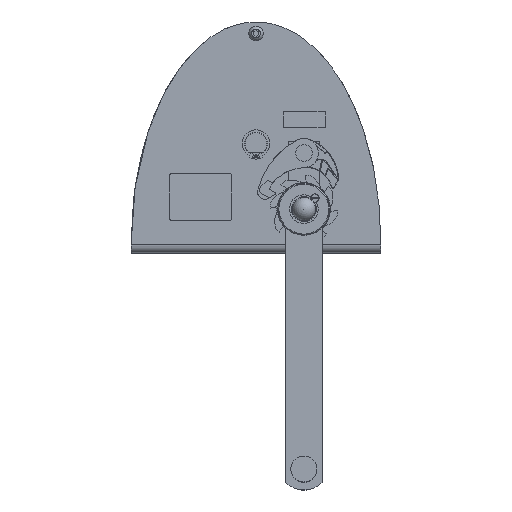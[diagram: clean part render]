
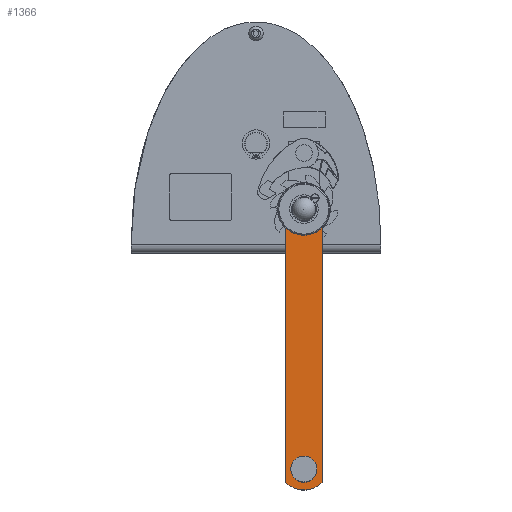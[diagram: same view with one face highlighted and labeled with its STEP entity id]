
A CAD part, top view. The second image highlights one B-rep face of the part: STEP entity #1366.
In plain terms, the highlighted face is planar.
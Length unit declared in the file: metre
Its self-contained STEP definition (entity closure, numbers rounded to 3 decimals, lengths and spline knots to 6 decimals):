
#1366=ADVANCED_FACE('',(#3183,#3184),#3185,.F.);
#3183=FACE_OUTER_BOUND('',#6514,.T.);
#3184=FACE_BOUND('',#6515,.T.);
#3185=PLANE('',#6516);
#6514=EDGE_LOOP('',(#11830,#11831,#11832,#11833));
#6515=EDGE_LOOP('',(#11834));
#6516=AXIS2_PLACEMENT_3D('',#11835,#11836,#11837);
#11830=ORIENTED_EDGE('',*,*,#17291,.T.);
#11831=ORIENTED_EDGE('',*,*,#16242,.F.);
#11832=ORIENTED_EDGE('',*,*,#16811,.F.);
#11833=ORIENTED_EDGE('',*,*,#16539,.F.);
#11834=ORIENTED_EDGE('',*,*,#17292,.F.);
#11835=CARTESIAN_POINT('',(-0.010973,0.004808,-0.024181));
#11836=DIRECTION('',(-1.,0.,0.));
#11837=DIRECTION('',(0.,0.,1.));
#16242=EDGE_CURVE('',#18951,#18947,#18953,.T.);
#16539=EDGE_CURVE('',#19451,#19453,#19454,.T.);
#16811=EDGE_CURVE('',#19453,#18951,#19903,.T.);
#17291=EDGE_CURVE('',#19451,#18947,#20642,.T.);
#17292=EDGE_CURVE('',#20643,#20643,#20644,.T.);
#18947=VERTEX_POINT('',#23266);
#18951=VERTEX_POINT('',#23271);
#18953=CIRCLE('',#23274,0.025);
#19451=VERTEX_POINT('',#24573);
#19453=VERTEX_POINT('',#24576);
#19454=CIRCLE('',#24577,0.025);
#19903=LINE('',#25730,#25731);
#20642=LINE('',#27199,#27200);
#20643=VERTEX_POINT('',#27201);
#20644=CIRCLE('',#27202,0.0125);
#23266=CARTESIAN_POINT('',(-0.010973,-0.0175,0.017854));
#23271=CARTESIAN_POINT('',(-0.010973,0.0175,0.017854));
#23274=AXIS2_PLACEMENT_3D('',#31111,#31112,#31113);
#24573=CARTESIAN_POINT('',(-0.010973,-0.0175,0.262854));
#24576=CARTESIAN_POINT('',(-0.010973,0.0175,0.262854));
#24577=AXIS2_PLACEMENT_3D('',#31500,#31501,#31502);
#25730=CARTESIAN_POINT('',(-0.010973,0.0175,0.));
#25731=VECTOR('',#31872,1.);
#27199=CARTESIAN_POINT('',(-0.010973,-0.0175,0.));
#27200=VECTOR('',#32512,1.);
#27201=CARTESIAN_POINT('',(-0.010973,0.,0.2625));
#27202=AXIS2_PLACEMENT_3D('',#32513,#32514,#32515);
#31111=CARTESIAN_POINT('',(-0.010973,0.,0.));
#31112=DIRECTION('',(1.,0.,0.));
#31113=DIRECTION('',(0.,1.,0.));
#31500=CARTESIAN_POINT('',(-0.010973,0.,0.245));
#31501=DIRECTION('',(-1.,0.,0.));
#31502=DIRECTION('',(0.,-1.,0.));
#31872=DIRECTION('',(0.,0.,-1.));
#32512=DIRECTION('',(0.,0.,-1.));
#32513=CARTESIAN_POINT('',(-0.010973,0.,0.25));
#32514=DIRECTION('',(1.,0.,0.));
#32515=DIRECTION('',(0.,0.,1.));
